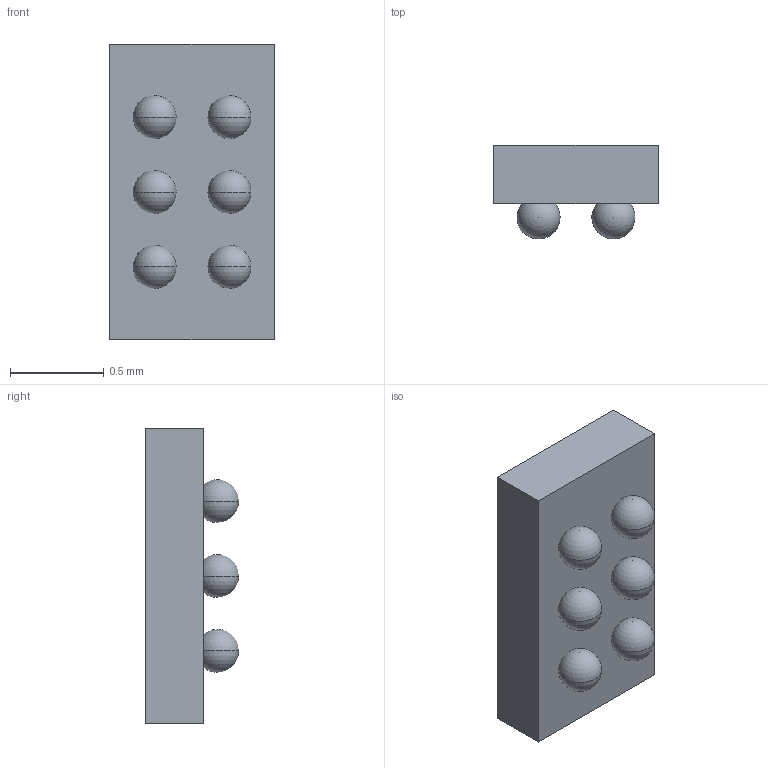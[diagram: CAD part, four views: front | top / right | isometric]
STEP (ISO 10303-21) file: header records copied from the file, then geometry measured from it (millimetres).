
FILE_DESCRIPTION (( 'STEP AP214' ), '1' );
FILE_NAME ('BQ25100YFPR.STEP', '2020-06-23T07:37:26', ( '' ), ( '' ), 'SwSTEP 2.0', 'SolidWorks 2017', '' );
FILE_SCHEMA (( 'AUTOMOTIVE_DESIGN' ));
Length unit declared in the file: millimetre
Products named in the file (1): BQ25100YFPR
Bounding box: 0.88 x 0.5 x 1.58 mm (x, y, z)
Volume: 0.5 mm3; surface area: 5.3 mm2
Topology: 7 solids, 7 shells, 24 faces, 66 edges, 44 vertices
Faces by surface type: plane 12, sphere 12
Entity records: 640 total; most frequent: DIRECTION 110, CARTESIAN_POINT 87, ORIENTED_EDGE 72, AXIS2_PLACEMENT_3D 49, EDGE_CURVE 36, VERTEX_POINT 26, ADVANCED_FACE 24, FACE_OUTER_BOUND 24
